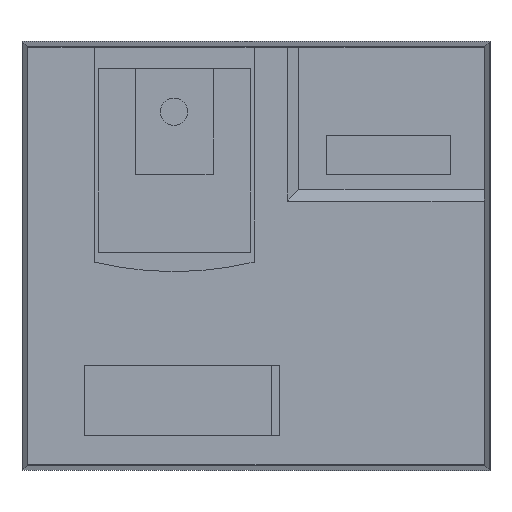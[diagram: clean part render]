
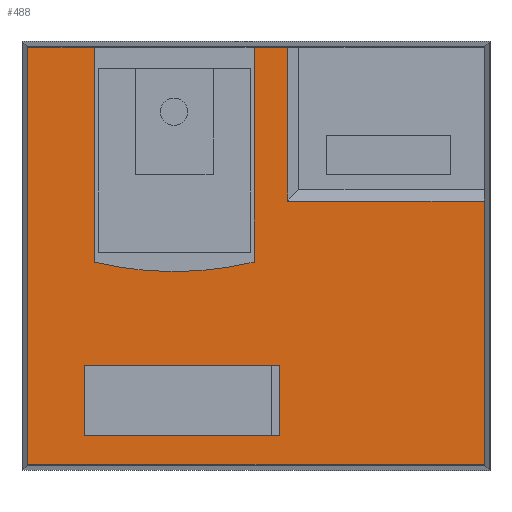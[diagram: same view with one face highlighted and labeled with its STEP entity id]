
A CAD part, front view. The second image highlights one B-rep face of the part: STEP entity #488.
In plain terms, the highlighted planar face has unit normal (0, -1, 0).
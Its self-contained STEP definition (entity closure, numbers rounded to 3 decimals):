
#488=ADVANCED_FACE('FACE153',(#1012,#1013),#1014,.T.);
#1012=FACE_OUTER_BOUND('',#1532,.T.);
#1013=FACE_BOUND('',#1533,.T.);
#1014=PLANE('',#1534);
#1532=EDGE_LOOP('',(#2944,#2945,#2946,#2947,#2948,#2949,#2950,#2951,#2952,#2953,#2954));
#1533=EDGE_LOOP('',(#2955,#2956,#2957,#2958));
#1534=AXIS2_PLACEMENT_3D('',#2959,#2960,#2961);
#2944=ORIENTED_EDGE('',*,*,#3548,.T.);
#2945=ORIENTED_EDGE('',*,*,#3550,.T.);
#2946=ORIENTED_EDGE('',*,*,#2996,.T.);
#2947=ORIENTED_EDGE('',*,*,#3551,.T.);
#2948=ORIENTED_EDGE('',*,*,#3530,.F.);
#2949=ORIENTED_EDGE('',*,*,#3525,.F.);
#2950=ORIENTED_EDGE('',*,*,#3522,.F.);
#2951=ORIENTED_EDGE('',*,*,#3518,.F.);
#2952=ORIENTED_EDGE('',*,*,#3516,.T.);
#2953=ORIENTED_EDGE('',*,*,#3512,.T.);
#2954=ORIENTED_EDGE('',*,*,#3529,.F.);
#2955=ORIENTED_EDGE('',*,*,#3509,.T.);
#2956=ORIENTED_EDGE('',*,*,#3506,.T.);
#2957=ORIENTED_EDGE('',*,*,#3503,.T.);
#2958=ORIENTED_EDGE('',*,*,#3499,.T.);
#2959=CARTESIAN_POINT('',(0.,-40.64,0.));
#2960=DIRECTION('',(0.,-1.0,0.));
#2961=DIRECTION('',(-1.0,0.,0.0));
#2996=EDGE_CURVE('EDGE401',#3560,#3564,#3566,.T.);
#3499=EDGE_CURVE('EDGE365',#4317,#4318,#4319,.T.);
#3503=EDGE_CURVE('EDGE368',#4323,#4317,#4324,.T.);
#3506=EDGE_CURVE('EDGE370',#4327,#4323,#4328,.T.);
#3509=EDGE_CURVE('EDGE372',#4318,#4327,#4331,.T.);
#3512=EDGE_CURVE('EDGE374',#4335,#4333,#4336,.T.);
#3516=EDGE_CURVE('EDGE377',#4339,#4335,#4341,.T.);
#3518=EDGE_CURVE('EDGE378',#4339,#4343,#4344,.T.);
#3522=EDGE_CURVE('EDGE381',#4343,#4348,#4349,.T.);
#3525=EDGE_CURVE('EDGE383',#4348,#4352,#4353,.T.);
#3529=EDGE_CURVE('EDGE386',#4357,#4333,#4359,.T.);
#3530=EDGE_CURVE('EDGE387',#4352,#4360,#4361,.T.);
#3548=EDGE_CURVE('EDGE400',#4357,#4384,#4386,.T.);
#3550=EDGE_CURVE('EDGE401',#4384,#3560,#4388,.T.);
#3551=EDGE_CURVE('EDGE403',#3564,#4360,#4389,.T.);
#3560=VERTEX_POINT('',#4398);
#3564=VERTEX_POINT('VERTEX270',#4403);
#3566=CIRCLE('',#4406,22.352);
#4317=VERTEX_POINT('VERTEX249',#5473);
#4318=VERTEX_POINT('VERTEX250',#5474);
#4319=LINE('',#5475,#5476);
#4323=VERTEX_POINT('VERTEX251',#5482);
#4324=LINE('',#5483,#5484);
#4327=VERTEX_POINT('VERTEX252',#5488);
#4328=LINE('',#5489,#5490);
#4331=LINE('',#5494,#5495);
#4333=VERTEX_POINT('VERTEX253',#5497);
#4335=VERTEX_POINT('VERTEX254',#5500);
#4336=LINE('',#5501,#5502);
#4339=VERTEX_POINT('VERTEX255',#5506);
#4341=LINE('',#5509,#5510);
#4343=VERTEX_POINT('VERTEX256',#5512);
#4344=LINE('',#5513,#5514);
#4348=VERTEX_POINT('VERTEX257',#5520);
#4349=LINE('',#5521,#5522);
#4352=VERTEX_POINT('VERTEX258',#5526);
#4353=LINE('',#5527,#5528);
#4357=VERTEX_POINT('VERTEX260',#5533);
#4359=LINE('',#5536,#5537);
#4360=VERTEX_POINT('VERTEX261',#5538);
#4361=LINE('',#5539,#5540);
#4384=VERTEX_POINT('VERTEX268',#5574);
#4386=LINE('',#5577,#5578);
#4388=CIRCLE('',#5580,22.352);
#4389=LINE('',#5581,#5582);
#4398=CARTESIAN_POINT('',(-5.334,-40.64,-1.016));
#4403=CARTESIAN_POINT('',(-10.541,-40.64,-0.401));
#4406=AXIS2_PLACEMENT_3D('',#5595,#5596,#5597);
#5473=CARTESIAN_POINT('',(1.524,-40.64,-7.112));
#5474=CARTESIAN_POINT('',(1.524,-40.64,-11.684));
#5475=CARTESIAN_POINT('',(1.524,-40.64,-4.699));
#5476=VECTOR('',#6058,25.4);
#5482=CARTESIAN_POINT('',(-11.176,-40.64,-7.112));
#5483=CARTESIAN_POINT('',(-2.413,-40.64,-7.112));
#5484=VECTOR('',#6061,25.4);
#5488=CARTESIAN_POINT('',(-11.176,-40.64,-11.684));
#5489=CARTESIAN_POINT('',(-11.176,-40.64,-4.699));
#5490=VECTOR('',#6063,25.4);
#5494=CARTESIAN_POINT('',(-2.413,-40.64,-11.684));
#5495=VECTOR('',#6065,25.4);
#5497=CARTESIAN_POINT('',(2.056,-40.64,13.59));
#5500=CARTESIAN_POINT('',(2.056,-40.64,3.58));
#5501=CARTESIAN_POINT('',(2.056,-40.64,4.572));
#5502=VECTOR('',#6067,25.4);
#5506=CARTESIAN_POINT('',(14.86,-40.64,3.58));
#5509=CARTESIAN_POINT('',(7.62,-40.64,3.58));
#5510=VECTOR('',#6070,25.4);
#5512=CARTESIAN_POINT('',(14.86,-40.64,-13.59));
#5513=CARTESIAN_POINT('',(14.86,-40.64,-13.97));
#5514=VECTOR('',#6071,25.4);
#5520=CARTESIAN_POINT('',(-14.86,-40.64,-13.59));
#5521=CARTESIAN_POINT('',(-15.24,-40.64,-13.59));
#5522=VECTOR('',#6074,25.4);
#5526=CARTESIAN_POINT('',(-14.86,-40.64,13.59));
#5527=CARTESIAN_POINT('',(-14.86,-40.64,13.97));
#5528=VECTOR('',#6076,25.4);
#5533=CARTESIAN_POINT('',(-0.127,-40.64,13.59));
#5536=CARTESIAN_POINT('',(15.24,-40.64,13.59));
#5537=VECTOR('',#6079,25.4);
#5538=CARTESIAN_POINT('',(-10.541,-40.64,13.59));
#5539=CARTESIAN_POINT('',(15.24,-40.64,13.59));
#5540=VECTOR('',#6080,25.4);
#5574=CARTESIAN_POINT('',(-0.127,-40.64,-0.401));
#5577=CARTESIAN_POINT('',(-0.127,-40.64,-0.201));
#5578=VECTOR('',#6093,25.4);
#5580=AXIS2_PLACEMENT_3D('',#6094,#6095,#6096);
#5581=CARTESIAN_POINT('',(-10.541,-40.64,14.171));
#5582=VECTOR('',#6097,25.4);
#5595=CARTESIAN_POINT('',(-5.334,-40.64,21.336));
#5596=DIRECTION('',(0.,1.0,0.0));
#5597=DIRECTION('',(0.0,0.0,-1.0));
#6058=DIRECTION('',(0.,0.,-1.0));
#6061=DIRECTION('',(1.0,0.,0.0));
#6063=DIRECTION('',(0.,0.,1.0));
#6065=DIRECTION('',(-1.0,0.,0.0));
#6067=DIRECTION('',(0.,0.,1.0));
#6070=DIRECTION('',(-1.0,0.,0.));
#6071=DIRECTION('',(0.,0.,-1.0));
#6074=DIRECTION('',(-1.0,0.,0.0));
#6076=DIRECTION('',(0.,0.,1.0));
#6079=DIRECTION('',(1.0,0.,0.));
#6080=DIRECTION('',(1.0,0.,0.));
#6093=DIRECTION('',(0.,0.,-1.0));
#6094=CARTESIAN_POINT('',(-5.334,-40.64,21.336));
#6095=DIRECTION('',(0.,1.0,0.0));
#6096=DIRECTION('',(0.0,0.0,-1.0));
#6097=DIRECTION('',(0.,0.,1.0));
